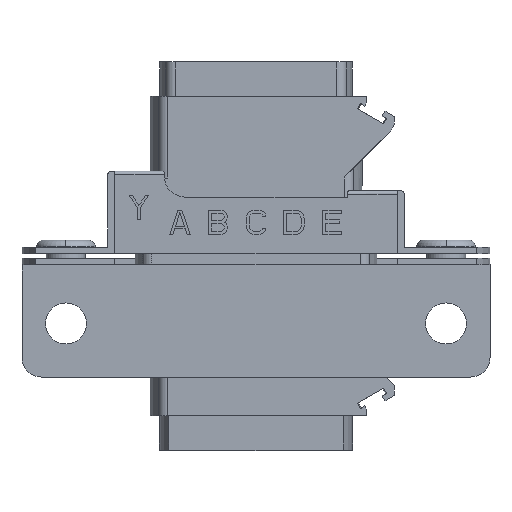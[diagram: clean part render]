
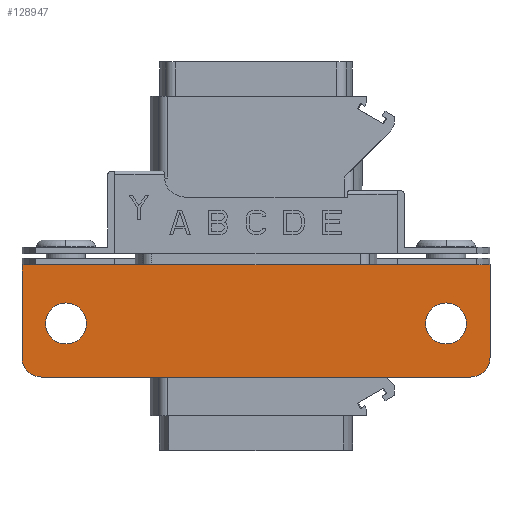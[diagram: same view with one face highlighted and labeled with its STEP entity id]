
A CAD part, front view. The second image highlights one B-rep face of the part: STEP entity #128947.
In plain terms, the highlighted planar face has unit normal (0, -1, 0).
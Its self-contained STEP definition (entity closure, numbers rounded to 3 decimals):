
#128283=DIRECTION('',(0.,0.,-1.));
#128284=VECTOR('',#128283,9.5);
#128285=CARTESIAN_POINT('',(-24.,-6.697,-0.92));
#128286=LINE('',#128285,#128284);
#128361=DIRECTION('',(0.,0.,-1.));
#128362=VECTOR('',#128361,9.5);
#128363=CARTESIAN_POINT('',(24.,-6.697,-0.92));
#128364=LINE('',#128363,#128362);
#128450=CARTESIAN_POINT('',(22.,-6.697,-10.42));
#128451=DIRECTION('',(0.,-1.,0.));
#128452=DIRECTION('',(0.,0.,-1.));
#128453=AXIS2_PLACEMENT_3D('',#128450,#128451,#128452);
#128455=DIRECTION('',(1.,0.,0.));
#128456=VECTOR('',#128455,44.);
#128457=CARTESIAN_POINT('',(-22.,-6.697,-12.42));
#128458=LINE('',#128457,#128456);
#128463=CARTESIAN_POINT('',(-22.,-6.697,-10.42));
#128464=DIRECTION('',(0.,-1.,0.));
#128465=DIRECTION('',(-1.,0.,0.));
#128466=AXIS2_PLACEMENT_3D('',#128463,#128464,#128465);
#128477=DIRECTION('',(1.,0.,0.));
#128478=VECTOR('',#128477,48.);
#128479=CARTESIAN_POINT('',(-24.,-6.697,-0.92));
#128480=LINE('',#128479,#128478);
#128481=CARTESIAN_POINT('',(19.5,-6.697,-6.92));
#128482=DIRECTION('',(0.,1.,0.));
#128483=DIRECTION('',(0.,0.,1.));
#128484=AXIS2_PLACEMENT_3D('',#128481,#128482,#128483);
#128486=CARTESIAN_POINT('',(19.5,-6.697,-6.92));
#128487=DIRECTION('',(0.,1.,0.));
#128488=DIRECTION('',(0.,0.,-1.));
#128489=AXIS2_PLACEMENT_3D('',#128486,#128487,#128488);
#128491=CARTESIAN_POINT('',(-19.5,-6.697,-6.92));
#128492=DIRECTION('',(0.,1.,0.));
#128493=DIRECTION('',(0.,0.,1.));
#128494=AXIS2_PLACEMENT_3D('',#128491,#128492,#128493);
#128496=CARTESIAN_POINT('',(-19.5,-6.697,-6.92));
#128497=DIRECTION('',(0.,1.,0.));
#128498=DIRECTION('',(0.,0.,-1.));
#128499=AXIS2_PLACEMENT_3D('',#128496,#128497,#128498);
#128577=CARTESIAN_POINT('',(-24.,-6.697,-0.92));
#128578=CARTESIAN_POINT('',(24.,-6.697,-0.92));
#128579=VERTEX_POINT('',#128577);
#128580=VERTEX_POINT('',#128578);
#128625=CARTESIAN_POINT('',(24.,-6.697,-10.42));
#128627=VERTEX_POINT('',#128625);
#128631=CARTESIAN_POINT('',(22.,-6.697,-12.42));
#128632=VERTEX_POINT('',#128631);
#128634=CARTESIAN_POINT('',(-24.,-6.697,-10.42));
#128636=VERTEX_POINT('',#128634);
#128637=CARTESIAN_POINT('',(-22.,-6.697,-12.42));
#128638=VERTEX_POINT('',#128637);
#128649=CARTESIAN_POINT('',(19.5,-6.697,-4.82));
#128650=CARTESIAN_POINT('',(19.5,-6.697,-9.02));
#128651=VERTEX_POINT('',#128649);
#128652=VERTEX_POINT('',#128650);
#128665=CARTESIAN_POINT('',(-19.5,-6.697,-4.82));
#128666=CARTESIAN_POINT('',(-19.5,-6.697,-9.02));
#128667=VERTEX_POINT('',#128665);
#128668=VERTEX_POINT('',#128666);
#128922=CARTESIAN_POINT('',(-24.,-6.697,-0.92));
#128923=DIRECTION('',(0.,-1.,0.));
#128924=DIRECTION('',(0.,0.,-1.));
#128925=AXIS2_PLACEMENT_3D('',#128922,#128923,#128924);
#128926=PLANE('',#128925);
#128927=ORIENTED_EDGE('',*,*,#128890,.F.);
#128928=ORIENTED_EDGE('',*,*,#128904,.F.);
#128929=ORIENTED_EDGE('',*,*,#128915,.F.);
#128930=ORIENTED_EDGE('',*,*,#128697,.F.);
#128931=ORIENTED_EDGE('',*,*,#128717,.T.);
#128932=ORIENTED_EDGE('',*,*,#128777,.T.);
#128933=EDGE_LOOP('',(#128927,#128928,#128929,#128930,#128931,#128932));
#128934=FACE_OUTER_BOUND('',#128933,.F.);
#128936=ORIENTED_EDGE('',*,*,#128935,.F.);
#128938=ORIENTED_EDGE('',*,*,#128937,.F.);
#128939=EDGE_LOOP('',(#128936,#128938));
#128940=FACE_BOUND('',#128939,.F.);
#128942=ORIENTED_EDGE('',*,*,#128941,.F.);
#128944=ORIENTED_EDGE('',*,*,#128943,.F.);
#128945=EDGE_LOOP('',(#128942,#128944));
#128946=FACE_BOUND('',#128945,.F.);
#128947=ADVANCED_FACE('',(#128934,#128940,#128946),#128926,.T.);
#128454=CIRCLE('',#128453,2.);
#128467=CIRCLE('',#128466,2.);
#128485=CIRCLE('',#128484,2.1);
#128490=CIRCLE('',#128489,2.1);
#128495=CIRCLE('',#128494,2.1);
#128500=CIRCLE('',#128499,2.1);
#128697=EDGE_CURVE('',#128579,#128636,#128286,.T.);
#128717=EDGE_CURVE('',#128579,#128580,#128480,.T.);
#128777=EDGE_CURVE('',#128580,#128627,#128364,.T.);
#128890=EDGE_CURVE('',#128632,#128627,#128454,.T.);
#128904=EDGE_CURVE('',#128638,#128632,#128458,.T.);
#128915=EDGE_CURVE('',#128636,#128638,#128467,.T.);
#128935=EDGE_CURVE('',#128651,#128652,#128485,.T.);
#128937=EDGE_CURVE('',#128652,#128651,#128490,.T.);
#128941=EDGE_CURVE('',#128667,#128668,#128495,.T.);
#128943=EDGE_CURVE('',#128668,#128667,#128500,.T.);
